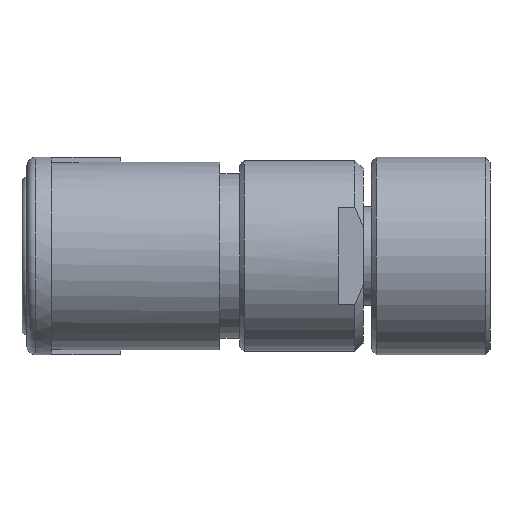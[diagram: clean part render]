
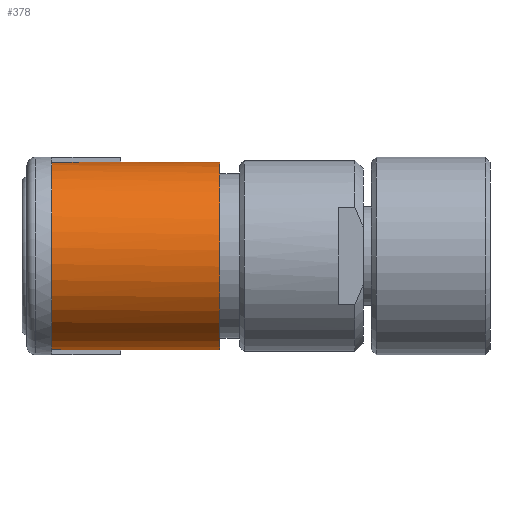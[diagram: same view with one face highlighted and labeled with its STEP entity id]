
A CAD part, front view. The second image highlights one B-rep face of the part: STEP entity #378.
In plain terms, the highlighted cylindrical face has radius 5.7 mm (diameter 11.4 mm), a full revolution.
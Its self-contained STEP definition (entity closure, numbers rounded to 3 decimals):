
#48=ELLIPSE('',#1648,48.218,5.7);
#51=ELLIPSE('',#1658,8.061,5.7);
#52=ELLIPSE('',#1659,48.218,5.7);
#314=CYLINDRICAL_SURFACE('',#1661,5.7);
#378=ADVANCED_FACE('',(#570,#571),#314,.T.);
#570=FACE_BOUND('',#694,.T.);
#571=FACE_BOUND('',#695,.T.);
#694=EDGE_LOOP('',(#913));
#695=EDGE_LOOP('',(#914,#915,#916,#917));
#913=ORIENTED_EDGE('',*,*,#1363,.F.);
#914=ORIENTED_EDGE('',*,*,#1364,.F.);
#915=ORIENTED_EDGE('',*,*,#1365,.T.);
#916=ORIENTED_EDGE('',*,*,#1366,.T.);
#917=ORIENTED_EDGE('',*,*,#1352,.T.);
#1205=VERTEX_POINT('',#2421);
#1208=VERTEX_POINT('',#2428);
#1211=VERTEX_POINT('',#2435);
#1216=VERTEX_POINT('',#2464);
#1217=VERTEX_POINT('',#2467);
#1352=EDGE_CURVE('',#1208,#1205,#48,.T.);
#1363=EDGE_CURVE('',#1216,#1216,#1514,.T.);
#1364=EDGE_CURVE('',#1211,#1205,#51,.T.);
#1365=EDGE_CURVE('',#1211,#1217,#52,.T.);
#1366=EDGE_CURVE('',#1217,#1208,#1515,.T.);
#1514=CIRCLE('',#1657,5.7);
#1515=CIRCLE('',#1660,5.7);
#1648=AXIS2_PLACEMENT_3D('',#2427,#1970,#1971);
#1657=AXIS2_PLACEMENT_3D('',#2463,#1991,#1992);
#1658=AXIS2_PLACEMENT_3D('',#2465,#1993,#1994);
#1659=AXIS2_PLACEMENT_3D('',#2466,#1995,#1996);
#1660=AXIS2_PLACEMENT_3D('',#2468,#1997,#1998);
#1661=AXIS2_PLACEMENT_3D('',#2469,#1999,#2000);
#1970=DIRECTION('',(0.118,-0.993,0.));
#1971=DIRECTION('',(-0.993,-0.118,0.));
#1991=DIRECTION('',(1.,0.,0.));
#1992=DIRECTION('',(0.,1.,0.));
#1993=DIRECTION('',(-0.707,0.707,0.));
#1994=DIRECTION('',(-0.707,-0.707,0.));
#1995=DIRECTION('',(0.118,-0.993,0.));
#1996=DIRECTION('',(-0.993,-0.118,0.));
#1997=DIRECTION('',(1.,0.,0.));
#1998=DIRECTION('',(0.,-1.,0.));
#1999=DIRECTION('',(-1.,0.,0.));
#2000=DIRECTION('',(0.,-1.,0.));
#2421=CARTESIAN_POINT('',(-21.7,0.,-5.7));
#2427=CARTESIAN_POINT('',(-21.7,0.,0.));
#2428=CARTESIAN_POINT('',(-25.9,-0.5,-5.678));
#2435=CARTESIAN_POINT('',(-21.7,0.,5.7));
#2463=CARTESIAN_POINT('',(-15.7,0.,0.));
#2464=CARTESIAN_POINT('',(-15.7,5.7,0.));
#2465=CARTESIAN_POINT('',(-21.7,0.,0.));
#2466=CARTESIAN_POINT('',(-21.7,0.,0.));
#2467=CARTESIAN_POINT('',(-25.9,-0.5,5.678));
#2468=CARTESIAN_POINT('',(-25.9,0.,0.));
#2469=CARTESIAN_POINT('',(-9.2,0.,0.));
